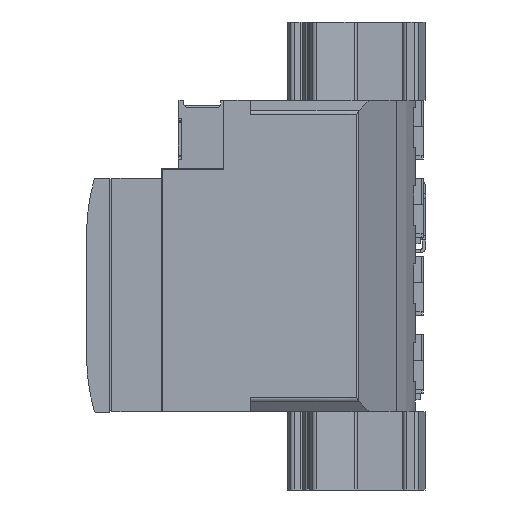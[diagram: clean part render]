
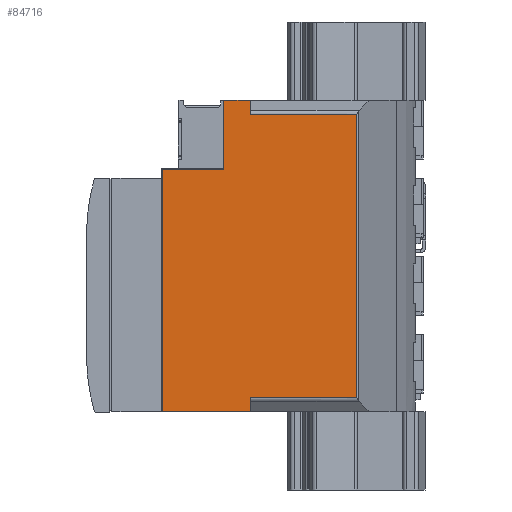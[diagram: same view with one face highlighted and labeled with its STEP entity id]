
A CAD part, left-side view. The second image highlights one B-rep face of the part: STEP entity #84716.
In plain terms, the highlighted planar face has unit normal (-1, 0, 0).
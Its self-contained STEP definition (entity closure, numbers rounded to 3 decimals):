
#1387=CIRCLE('',#88455,0.2);
#4690=ORIENTED_EDGE('',*,*,#23270,.F.);
#4691=ORIENTED_EDGE('',*,*,#23548,.T.);
#4692=ORIENTED_EDGE('',*,*,#23549,.T.);
#4693=ORIENTED_EDGE('',*,*,#23550,.F.);
#4694=ORIENTED_EDGE('',*,*,#23551,.F.);
#4695=ORIENTED_EDGE('',*,*,#23552,.T.);
#4696=ORIENTED_EDGE('',*,*,#22049,.F.);
#4697=ORIENTED_EDGE('',*,*,#23553,.F.);
#4698=ORIENTED_EDGE('',*,*,#23554,.F.);
#4699=ORIENTED_EDGE('',*,*,#23555,.F.);
#4700=ORIENTED_EDGE('',*,*,#23556,.T.);
#22049=EDGE_CURVE('',#31595,#31596,#37963,.T.);
#23270=EDGE_CURVE('',#32641,#32642,#39034,.T.);
#23548=EDGE_CURVE('',#32641,#32915,#39214,.T.);
#23549=EDGE_CURVE('',#32915,#32916,#39215,.T.);
#23550=EDGE_CURVE('',#32917,#32916,#39216,.T.);
#23551=EDGE_CURVE('',#32918,#32917,#39217,.T.);
#23552=EDGE_CURVE('',#32918,#31596,#39218,.T.);
#23553=EDGE_CURVE('',#32919,#31595,#1387,.T.);
#23554=EDGE_CURVE('',#32920,#32919,#39219,.T.);
#23555=EDGE_CURVE('',#32921,#32920,#39220,.T.);
#23556=EDGE_CURVE('',#32921,#32642,#39221,.T.);
#31595=VERTEX_POINT('',#111545);
#31596=VERTEX_POINT('',#111547);
#32641=VERTEX_POINT('',#113981);
#32642=VERTEX_POINT('',#113983);
#32915=VERTEX_POINT('',#114536);
#32916=VERTEX_POINT('',#114538);
#32917=VERTEX_POINT('',#114540);
#32918=VERTEX_POINT('',#114542);
#32919=VERTEX_POINT('',#114545);
#32920=VERTEX_POINT('',#114547);
#32921=VERTEX_POINT('',#114549);
#37963=LINE('',#111546,#45590);
#39034=LINE('',#113982,#46661);
#39214=LINE('',#114535,#46841);
#39215=LINE('',#114537,#46842);
#39216=LINE('',#114539,#46843);
#39217=LINE('',#114541,#46844);
#39218=LINE('',#114543,#46845);
#39219=LINE('',#114546,#46846);
#39220=LINE('',#114548,#46847);
#39221=LINE('',#114550,#46848);
#45590=VECTOR('',#93345,1000.);
#46661=VECTOR('',#95054,1000.);
#46841=VECTOR('',#95434,1000.);
#46842=VECTOR('',#95435,1000.);
#46843=VECTOR('',#95436,1000.);
#46844=VECTOR('',#95437,1000.);
#46845=VECTOR('',#95438,1000.);
#46846=VECTOR('',#95441,1000.);
#46847=VECTOR('',#95442,1000.);
#46848=VECTOR('',#95443,1000.);
#53408=EDGE_LOOP('',(#4690,#4691,#4692,#4693,#4694,#4695,#4696,#4697,#4698,
#4699,#4700));
#57150=FACE_BOUND('',#53408,.T.);
#60829=PLANE('',#88454);
#84716=ADVANCED_FACE('',(#57150),#60829,.F.);
#88454=AXIS2_PLACEMENT_3D('',#114534,#95432,#95433);
#88455=AXIS2_PLACEMENT_3D('',#114544,#95439,#95440);
#93345=DIRECTION('',(0.,-1.,0.));
#95054=DIRECTION('',(0.,1.,0.));
#95432=DIRECTION('',(1.,0.,0.));
#95433=DIRECTION('',(0.,0.,-1.));
#95434=DIRECTION('',(0.,0.,1.));
#95435=DIRECTION('',(0.,-1.,0.));
#95436=DIRECTION('',(0.,0.,-1.));
#95437=DIRECTION('',(0.,-1.,0.));
#95438=DIRECTION('',(0.,0.,1.));
#95439=DIRECTION('',(1.,0.,0.));
#95440=DIRECTION('',(0.,0.,-1.));
#95441=DIRECTION('',(0.,0.,1.));
#95442=DIRECTION('',(0.,-1.,0.));
#95443=DIRECTION('',(0.,0.,-1.));
#111545=CARTESIAN_POINT('',(-62.15,47.6,37.935));
#111546=CARTESIAN_POINT('',(-62.15,47.6,37.935));
#111547=CARTESIAN_POINT('',(-62.15,41.3,37.935));
#113981=CARTESIAN_POINT('',(-62.15,41.3,-37.935));
#113982=CARTESIAN_POINT('',(-62.15,0.,-37.935));
#113983=CARTESIAN_POINT('',(-62.15,62.8,-37.935));
#114534=CARTESIAN_POINT('',(-62.15,47.6,37.735));
#114535=CARTESIAN_POINT('',(-62.15,41.3,37.735));
#114536=CARTESIAN_POINT('',(-62.15,41.3,-34.535));
#114537=CARTESIAN_POINT('',(-62.15,41.3,-34.535));
#114538=CARTESIAN_POINT('',(-62.15,15.393,-34.535));
#114539=CARTESIAN_POINT('',(-62.15,15.393,38.));
#114540=CARTESIAN_POINT('',(-62.15,15.393,34.535));
#114541=CARTESIAN_POINT('',(-62.15,41.3,34.535));
#114542=CARTESIAN_POINT('',(-62.15,41.3,34.535));
#114543=CARTESIAN_POINT('',(-62.15,41.3,37.735));
#114544=CARTESIAN_POINT('',(-62.15,47.6,37.735));
#114545=CARTESIAN_POINT('',(-62.15,47.8,37.735));
#114546=CARTESIAN_POINT('',(-62.15,47.8,18.945));
#114547=CARTESIAN_POINT('',(-62.15,47.8,21.085));
#114548=CARTESIAN_POINT('',(-62.15,63.,21.085));
#114549=CARTESIAN_POINT('',(-62.15,62.8,21.085));
#114550=CARTESIAN_POINT('',(-62.15,62.8,38.));
